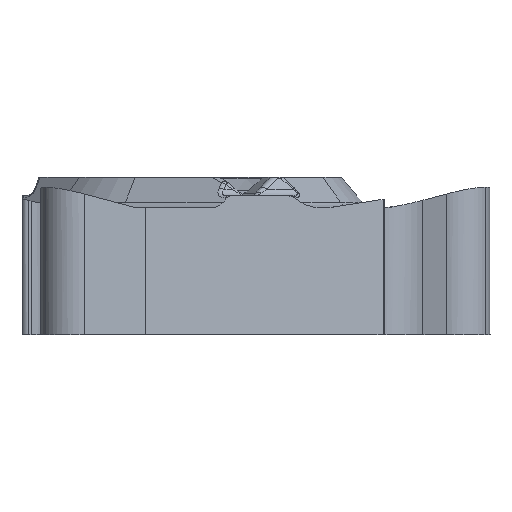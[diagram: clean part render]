
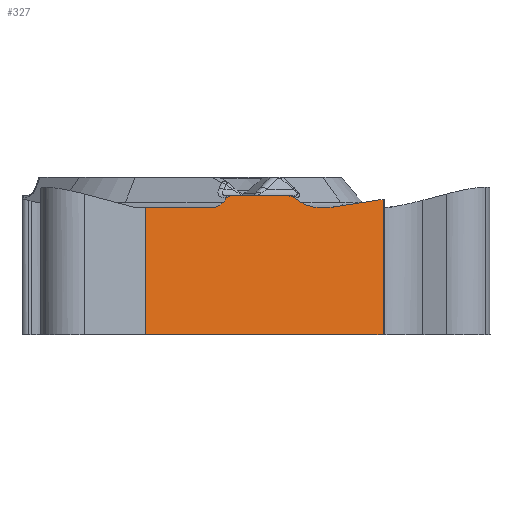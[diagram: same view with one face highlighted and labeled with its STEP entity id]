
A CAD part, front view. The second image highlights one B-rep face of the part: STEP entity #327.
In plain terms, the highlighted planar face has unit normal (0.5, -0.866, 0).
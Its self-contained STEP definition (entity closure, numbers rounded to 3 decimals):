
#327=ADVANCED_FACE('',(#581),#528,.F.);
#528=PLANE('',#3371);
#581=FACE_OUTER_BOUND('',#776,.T.);
#776=EDGE_LOOP('',(#1077,#1078,#1079,#1080,#1081,#1082,#1083,#1084,#1085,
#1086,#1087,#1088,#1089,#1090));
#987=ELLIPSE('',#3366,0.83,0.415);
#988=ELLIPSE('',#3367,0.83,0.415);
#989=ELLIPSE('',#3368,0.3,0.15);
#990=ELLIPSE('',#3369,0.177,0.15);
#991=ELLIPSE('',#3370,0.489,0.415);
#1077=ORIENTED_EDGE('',*,*,#2355,.F.);
#1078=ORIENTED_EDGE('',*,*,#2356,.T.);
#1079=ORIENTED_EDGE('',*,*,#2357,.F.);
#1080=ORIENTED_EDGE('',*,*,#2358,.T.);
#1081=ORIENTED_EDGE('',*,*,#2359,.T.);
#1082=ORIENTED_EDGE('',*,*,#2360,.F.);
#1083=ORIENTED_EDGE('',*,*,#2361,.T.);
#1084=ORIENTED_EDGE('',*,*,#2362,.T.);
#1085=ORIENTED_EDGE('',*,*,#2363,.F.);
#1086=ORIENTED_EDGE('',*,*,#2364,.T.);
#1087=ORIENTED_EDGE('',*,*,#2365,.F.);
#1088=ORIENTED_EDGE('',*,*,#2366,.T.);
#1089=ORIENTED_EDGE('',*,*,#2367,.T.);
#1090=ORIENTED_EDGE('',*,*,#2368,.F.);
#2059=VERTEX_POINT('',#5087);
#2060=VERTEX_POINT('',#5088);
#2061=VERTEX_POINT('',#5090);
#2062=VERTEX_POINT('',#5092);
#2063=VERTEX_POINT('',#5094);
#2064=VERTEX_POINT('',#5096);
#2065=VERTEX_POINT('',#5098);
#2066=VERTEX_POINT('',#5100);
#2067=VERTEX_POINT('',#5102);
#2068=VERTEX_POINT('',#5104);
#2069=VERTEX_POINT('',#5106);
#2070=VERTEX_POINT('',#5108);
#2071=VERTEX_POINT('',#5110);
#2072=VERTEX_POINT('',#5112);
#2355=EDGE_CURVE('',#2059,#2060,#2841,.T.);
#2356=EDGE_CURVE('',#2059,#2061,#2842,.T.);
#2357=EDGE_CURVE('',#2062,#2061,#2843,.T.);
#2358=EDGE_CURVE('',#2062,#2063,#2844,.T.);
#2359=EDGE_CURVE('',#2063,#2064,#987,.T.);
#2360=EDGE_CURVE('',#2065,#2064,#2845,.T.);
#2361=EDGE_CURVE('',#2065,#2066,#988,.T.);
#2362=EDGE_CURVE('',#2066,#2067,#2846,.T.);
#2363=EDGE_CURVE('',#2068,#2067,#989,.T.);
#2364=EDGE_CURVE('',#2068,#2069,#2847,.T.);
#2365=EDGE_CURVE('',#2070,#2069,#990,.T.);
#2366=EDGE_CURVE('',#2070,#2071,#2848,.T.);
#2367=EDGE_CURVE('',#2071,#2072,#991,.T.);
#2368=EDGE_CURVE('',#2060,#2072,#2849,.T.);
#2841=LINE('',#5086,#3060);
#2842=LINE('',#5089,#3061);
#2843=LINE('',#5091,#3062);
#2844=LINE('',#5093,#3063);
#2845=LINE('',#5097,#3064);
#2846=LINE('',#5101,#3065);
#2847=LINE('',#5105,#3066);
#2848=LINE('',#5109,#3067);
#2849=LINE('',#5113,#3068);
#3060=VECTOR('',#3749,1.);
#3061=VECTOR('',#3750,1.);
#3062=VECTOR('',#3751,1.);
#3063=VECTOR('',#3752,1.);
#3064=VECTOR('',#3755,1.);
#3065=VECTOR('',#3758,1.);
#3066=VECTOR('',#3761,1.);
#3067=VECTOR('',#3764,1.);
#3068=VECTOR('',#3767,1.);
#3366=AXIS2_PLACEMENT_3D('',#5095,#3753,#3754);
#3367=AXIS2_PLACEMENT_3D('',#5099,#3756,#3757);
#3368=AXIS2_PLACEMENT_3D('',#5103,#3759,#3760);
#3369=AXIS2_PLACEMENT_3D('',#5107,#3762,#3763);
#3370=AXIS2_PLACEMENT_3D('',#5111,#3765,#3766);
#3371=AXIS2_PLACEMENT_3D('',#5114,#3768,#3769);
#3749=DIRECTION('',(0.,0.,1.));
#3750=DIRECTION('',(0.866,0.5,0.));
#3751=DIRECTION('',(0.,0.,-1.));
#3752=DIRECTION('',(-0.858,-0.496,-0.133));
#3753=DIRECTION('',(-0.5,0.866,0.));
#3754=DIRECTION('',(-0.866,-0.5,0.));
#3755=DIRECTION('',(0.866,0.5,0.));
#3756=DIRECTION('',(-0.5,0.866,0.));
#3757=DIRECTION('',(0.866,0.5,0.));
#3758=DIRECTION('',(-0.744,-0.43,0.512));
#3759=DIRECTION('',(-0.5,0.866,0.));
#3760=DIRECTION('',(0.866,0.5,0.));
#3761=DIRECTION('',(-0.866,-0.5,0.));
#3762=DIRECTION('',(-0.5,0.866,0.));
#3763=DIRECTION('',(-0.866,-0.5,0.));
#3764=DIRECTION('',(-0.609,-0.352,-0.711));
#3765=DIRECTION('',(-0.5,0.866,0.));
#3766=DIRECTION('',(0.866,0.5,0.));
#3767=DIRECTION('',(0.866,0.5,0.));
#3768=DIRECTION('',(-0.5,0.866,0.));
#3769=DIRECTION('',(0.,0.,-1.));
#5086=CARTESIAN_POINT('',(-1.475,-6.351,0.));
#5087=CARTESIAN_POINT('',(-1.475,-6.351,-3.97));
#5088=CARTESIAN_POINT('',(-1.475,-6.351,-0.585));
#5089=CARTESIAN_POINT('',(-0.367,-5.711,-3.97));
#5090=CARTESIAN_POINT('',(4.835,-2.708,-3.97));
#5091=CARTESIAN_POINT('',(4.835,-2.708,0.));
#5092=CARTESIAN_POINT('',(4.835,-2.708,-0.364));
#5093=CARTESIAN_POINT('',(-0.233,-5.634,-1.148));
#5094=CARTESIAN_POINT('',(3.499,-3.479,-0.571));
#5095=CARTESIAN_POINT('',(3.313,-3.587,-0.17));
#5096=CARTESIAN_POINT('',(3.313,-3.587,-0.585));
#5097=CARTESIAN_POINT('',(-0.367,-5.711,-0.585));
#5098=CARTESIAN_POINT('',(3.2,-3.652,-0.585));
#5099=CARTESIAN_POINT('',(3.2,-3.652,-0.17));
#5100=CARTESIAN_POINT('',(2.65,-3.969,-0.437));
#5101=CARTESIAN_POINT('',(0.257,-5.351,1.209));
#5102=CARTESIAN_POINT('',(2.485,-4.064,-0.324));
#5103=CARTESIAN_POINT('',(2.286,-4.179,-0.42));
#5104=CARTESIAN_POINT('',(2.286,-4.179,-0.27));
#5105=CARTESIAN_POINT('',(5.129,-2.538,-0.27));
#5106=CARTESIAN_POINT('',(0.803,-5.036,-0.27));
#5107=CARTESIAN_POINT('',(0.803,-5.036,-0.42));
#5108=CARTESIAN_POINT('',(0.685,-5.104,-0.324));
#5109=CARTESIAN_POINT('',(3.024,-3.754,2.405));
#5110=CARTESIAN_POINT('',(0.588,-5.16,-0.437));
#5111=CARTESIAN_POINT('',(0.264,-5.347,-0.17));
#5112=CARTESIAN_POINT('',(0.264,-5.347,-0.585));
#5113=CARTESIAN_POINT('',(5.129,-2.538,-0.585));
#5114=CARTESIAN_POINT('',(-0.367,-5.711,0.));
